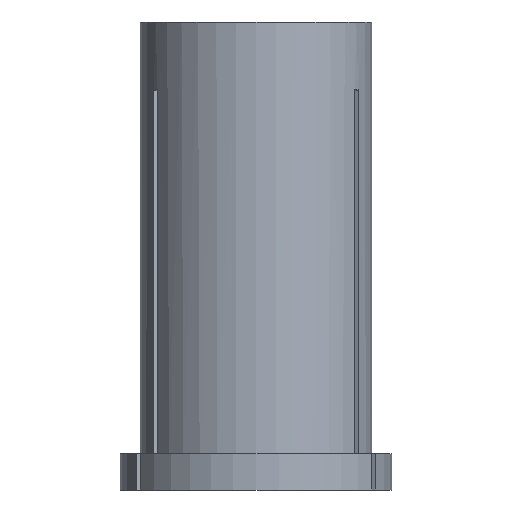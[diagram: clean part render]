
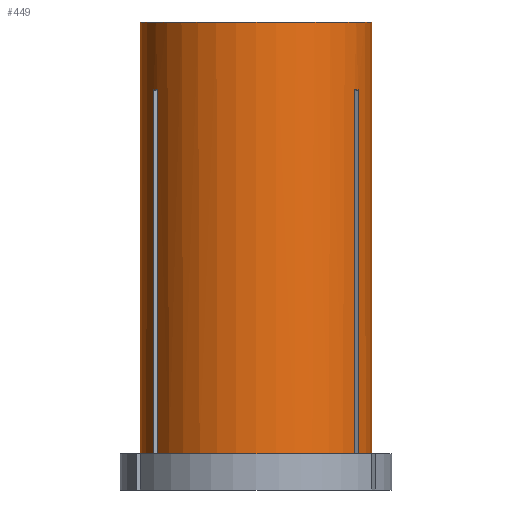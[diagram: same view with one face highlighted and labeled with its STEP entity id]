
A CAD part, front view. The second image highlights one B-rep face of the part: STEP entity #449.
In plain terms, the highlighted cylindrical face has radius 16 mm (diameter 32 mm), a partial arc.
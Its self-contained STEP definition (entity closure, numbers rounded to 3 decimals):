
#8 = DIRECTION ( 'NONE',  ( 0., 0., 1. ) ) ;
#11 = AXIS2_PLACEMENT_3D ( 'NONE', #1144, #115, #150 ) ;
#21 = EDGE_CURVE ( 'NONE', #669, #676, #850, .T. ) ;
#40 = VERTEX_POINT ( 'NONE', #1087 ) ;
#48 = LINE ( 'NONE', #287, #1145 ) ;
#67 = VERTEX_POINT ( 'NONE', #326 ) ;
#79 = CYLINDRICAL_SURFACE ( 'NONE', #153, 16. ) ;
#81 = ORIENTED_EDGE ( 'NONE', *, *, #1223, .T. ) ;
#83 = DIRECTION ( 'NONE',  ( 0., 0., 1. ) ) ;
#105 = AXIS2_PLACEMENT_3D ( 'NONE', #1276, #692, #1195 ) ;
#115 = DIRECTION ( 'NONE',  ( 0., 0., 1. ) ) ;
#142 = LINE ( 'NONE', #475, #1022 ) ;
#150 = DIRECTION ( 'NONE',  ( 1., 0., 0. ) ) ;
#152 = EDGE_LOOP ( 'NONE', ( #541, #778, #1184, #600, #1345, #198, #431, #1026, #645, #200, #81, #194 ) ) ;
#153 = AXIS2_PLACEMENT_3D ( 'NONE', #925, #1336, #354 ) ;
#162 = DIRECTION ( 'NONE',  ( 0., 0., 1. ) ) ;
#194 = ORIENTED_EDGE ( 'NONE', *, *, #1147, .F. ) ;
#196 = CIRCLE ( 'NONE', #105, 16. ) ;
#198 = ORIENTED_EDGE ( 'NONE', *, *, #548, .T. ) ;
#200 = ORIENTED_EDGE ( 'NONE', *, *, #1337, .T. ) ;
#214 = CARTESIAN_POINT ( 'NONE',  ( 13.6, -8.429, -59.6 ) ) ;
#232 = DIRECTION ( 'NONE',  ( 1., 0., 0. ) ) ;
#244 = CARTESIAN_POINT ( 'NONE',  ( 14.1, -7.563, 0. ) ) ;
#283 = DIRECTION ( 'NONE',  ( 1., 0., 0. ) ) ;
#287 = CARTESIAN_POINT ( 'NONE',  ( -13.6, -8.429, 0. ) ) ;
#307 = CARTESIAN_POINT ( 'NONE',  ( -14.1, -7.563, -59.6 ) ) ;
#311 = CARTESIAN_POINT ( 'NONE',  ( 0., 0., 0. ) ) ;
#320 = EDGE_CURVE ( 'NONE', #569, #941, #1230, .T. ) ;
#326 = CARTESIAN_POINT ( 'NONE',  ( -14.1, -7.563, -9.347 ) ) ;
#341 = DIRECTION ( 'NONE',  ( 0., 0., 1. ) ) ;
#354 = DIRECTION ( 'NONE',  ( 1., 0., 0. ) ) ;
#369 = CARTESIAN_POINT ( 'NONE',  ( -13.687, -8.288, -9.345 ) ) ;
#373 = VECTOR ( 'NONE', #162, 1000. ) ;
#380 = EDGE_CURVE ( 'NONE', #67, #441, #691, .T. ) ;
#395 = VERTEX_POINT ( 'NONE', #464 ) ;
#400 = CARTESIAN_POINT ( 'NONE',  ( 13.6, -8.429, -9.347 ) ) ;
#419 = VECTOR ( 'NONE', #341, 1000. ) ;
#427 = AXIS2_PLACEMENT_3D ( 'NONE', #311, #641, #283 ) ;
#431 = ORIENTED_EDGE ( 'NONE', *, *, #1296, .T. ) ;
#441 = VERTEX_POINT ( 'NONE', #709 ) ;
#449 = ADVANCED_FACE ( 'NONE', ( #827 ), #79, .T. ) ;
#452 = CARTESIAN_POINT ( 'NONE',  ( 13.773, -8.144, -9.344 ) ) ;
#457 = CARTESIAN_POINT ( 'NONE',  ( 13.6, -8.429, -9.347 ) ) ;
#459 = CARTESIAN_POINT ( 'NONE',  ( 13.94, -7.855, -9.344 ) ) ;
#464 = CARTESIAN_POINT ( 'NONE',  ( 16., 0., -59.6 ) ) ;
#473 = CARTESIAN_POINT ( 'NONE',  ( -14.1, -7.563, 0. ) ) ;
#475 = CARTESIAN_POINT ( 'NONE',  ( 16., 0., 0. ) ) ;
#509 = LINE ( 'NONE', #694, #419 ) ;
#541 = ORIENTED_EDGE ( 'NONE', *, *, #21, .F. ) ;
#543 = CARTESIAN_POINT ( 'NONE',  ( -13.858, -8.002, -9.343 ) ) ;
#548 = EDGE_CURVE ( 'NONE', #40, #592, #196, .T. ) ;
#569 = VERTEX_POINT ( 'NONE', #400 ) ;
#573 = CARTESIAN_POINT ( 'NONE',  ( -14.1, -7.563, -9.347 ) ) ;
#590 = CARTESIAN_POINT ( 'NONE',  ( -16., 0., -59.6 ) ) ;
#592 = VERTEX_POINT ( 'NONE', #214 ) ;
#599 = VECTOR ( 'NONE', #972, 1000. ) ;
#600 = ORIENTED_EDGE ( 'NONE', *, *, #380, .T. ) ;
#641 = DIRECTION ( 'NONE',  ( 0., 0., 1. ) ) ;
#645 = ORIENTED_EDGE ( 'NONE', *, *, #1201, .F. ) ;
#657 = LINE ( 'NONE', #473, #373 ) ;
#661 = CARTESIAN_POINT ( 'NONE',  ( 0., 0., -59.6 ) ) ;
#669 = VERTEX_POINT ( 'NONE', #590 ) ;
#676 = VERTEX_POINT ( 'NONE', #1270 ) ;
#677 = EDGE_CURVE ( 'NONE', #701, #67, #657, .T. ) ;
#691 = B_SPLINE_CURVE_WITH_KNOTS ( 'NONE', 3,
 ( #573, #1193, #543, #369, #1247 ),
 .UNSPECIFIED., .F., .F.,
 ( 4, 1, 4 ),
 ( 0.079, 0.079, 0.08 ),
 .UNSPECIFIED. ) ;
#692 = DIRECTION ( 'NONE',  ( 0., 0., 1. ) ) ;
#694 = CARTESIAN_POINT ( 'NONE',  ( 13.6, -8.429, 0. ) ) ;
#701 = VERTEX_POINT ( 'NONE', #307 ) ;
#709 = CARTESIAN_POINT ( 'NONE',  ( -13.6, -8.429, -9.347 ) ) ;
#762 = CARTESIAN_POINT ( 'NONE',  ( 14.1, -7.563, -9.347 ) ) ;
#778 = ORIENTED_EDGE ( 'NONE', *, *, #921, .T. ) ;
#811 = DIRECTION ( 'NONE',  ( 0., 0., 1. ) ) ;
#827 = FACE_OUTER_BOUND ( 'NONE', #152, .T. ) ;
#849 = CARTESIAN_POINT ( 'NONE',  ( -16., 0., 0. ) ) ;
#850 = LINE ( 'NONE', #849, #952 ) ;
#885 = LINE ( 'NONE', #244, #599 ) ;
#889 = CARTESIAN_POINT ( 'NONE',  ( 14.1, -7.563, -9.347 ) ) ;
#893 = CARTESIAN_POINT ( 'NONE',  ( 14.021, -7.709, -9.345 ) ) ;
#895 = CIRCLE ( 'NONE', #1080, 16. ) ;
#905 = VERTEX_POINT ( 'NONE', #958 ) ;
#921 = EDGE_CURVE ( 'NONE', #669, #701, #1227, .T. ) ;
#925 = CARTESIAN_POINT ( 'NONE',  ( 0., 0., 0. ) ) ;
#941 = VERTEX_POINT ( 'NONE', #762 ) ;
#952 = VECTOR ( 'NONE', #8, 1000. ) ;
#958 = CARTESIAN_POINT ( 'NONE',  ( 16., 0., 0. ) ) ;
#972 = DIRECTION ( 'NONE',  ( 0., 0., 1. ) ) ;
#985 = CARTESIAN_POINT ( 'NONE',  ( 13.687, -8.287, -9.345 ) ) ;
#990 = CIRCLE ( 'NONE', #427, 16. ) ;
#1022 = VECTOR ( 'NONE', #83, 1000. ) ;
#1026 = ORIENTED_EDGE ( 'NONE', *, *, #320, .T. ) ;
#1080 = AXIS2_PLACEMENT_3D ( 'NONE', #661, #1143, #232 ) ;
#1087 = CARTESIAN_POINT ( 'NONE',  ( -13.6, -8.429, -59.6 ) ) ;
#1143 = DIRECTION ( 'NONE',  ( 0., 0., 1. ) ) ;
#1144 = CARTESIAN_POINT ( 'NONE',  ( 0., 0., -59.6 ) ) ;
#1145 = VECTOR ( 'NONE', #811, 1000. ) ;
#1147 = EDGE_CURVE ( 'NONE', #676, #905, #990, .T. ) ;
#1184 = ORIENTED_EDGE ( 'NONE', *, *, #677, .T. ) ;
#1193 = CARTESIAN_POINT ( 'NONE',  ( -14.021, -7.711, -9.345 ) ) ;
#1195 = DIRECTION ( 'NONE',  ( 1., 0., 0. ) ) ;
#1201 = EDGE_CURVE ( 'NONE', #1237, #941, #885, .T. ) ;
#1223 = EDGE_CURVE ( 'NONE', #395, #905, #142, .T. ) ;
#1227 = CIRCLE ( 'NONE', #11, 16. ) ;
#1230 = B_SPLINE_CURVE_WITH_KNOTS ( 'NONE', 3,
 ( #457, #985, #452, #459, #893, #889 ),
 .UNSPECIFIED., .F., .F.,
 ( 4, 2, 4 ),
 ( 0.087, 0.087, 0.088 ),
 .UNSPECIFIED. ) ;
#1232 = CARTESIAN_POINT ( 'NONE',  ( 14.1, -7.563, -59.6 ) ) ;
#1237 = VERTEX_POINT ( 'NONE', #1232 ) ;
#1247 = CARTESIAN_POINT ( 'NONE',  ( -13.6, -8.429, -9.347 ) ) ;
#1270 = CARTESIAN_POINT ( 'NONE',  ( -16., 0., 0. ) ) ;
#1276 = CARTESIAN_POINT ( 'NONE',  ( 0., 0., -59.6 ) ) ;
#1295 = EDGE_CURVE ( 'NONE', #40, #441, #48, .T. ) ;
#1296 = EDGE_CURVE ( 'NONE', #592, #569, #509, .T. ) ;
#1336 = DIRECTION ( 'NONE',  ( 0., 0., 1. ) ) ;
#1337 = EDGE_CURVE ( 'NONE', #1237, #395, #895, .T. ) ;
#1345 = ORIENTED_EDGE ( 'NONE', *, *, #1295, .F. ) ;
